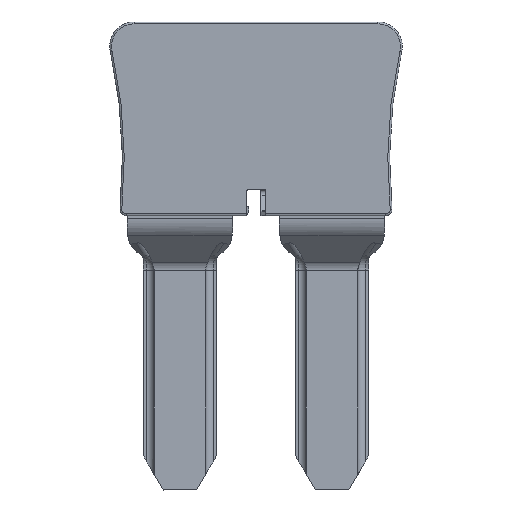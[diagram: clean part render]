
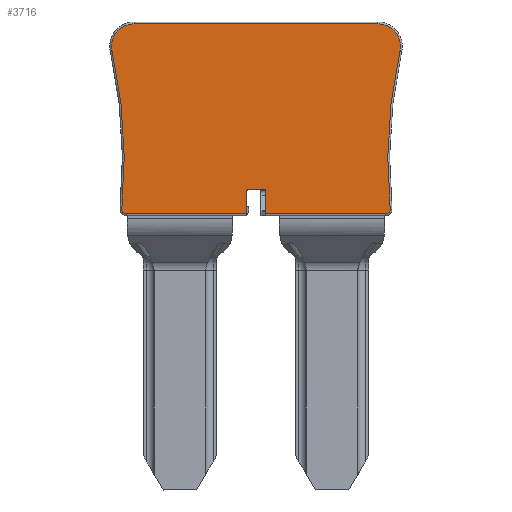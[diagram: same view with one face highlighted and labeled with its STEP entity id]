
A CAD part, front view. The second image highlights one B-rep face of the part: STEP entity #3716.
In plain terms, the highlighted planar face has unit normal (0, -1, 0).
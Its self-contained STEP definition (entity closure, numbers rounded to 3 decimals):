
#3604=AXIS2_PLACEMENT_3D('Circle Axis2P3D',#3602,#3603,$) ;
#3617=AXIS2_PLACEMENT_3D('Plane Axis2P3D',#3614,#3615,#3616) ;
#3642=AXIS2_PLACEMENT_3D('Circle Axis2P3D',#3640,#3641,$) ;
#3649=AXIS2_PLACEMENT_3D('Circle Axis2P3D',#3647,#3648,$) ;
#3656=AXIS2_PLACEMENT_3D('Circle Axis2P3D',#3654,#3655,$) ;
#3670=AXIS2_PLACEMENT_3D('Circle Axis2P3D',#3668,#3669,$) ;
#3677=AXIS2_PLACEMENT_3D('Circle Axis2P3D',#3675,#3676,$) ;
#3684=AXIS2_PLACEMENT_3D('Circle Axis2P3D',#3682,#3683,$) ;
#3585=CARTESIAN_POINT('Vertex',(22.436,0.,49.007)) ;
#3599=CARTESIAN_POINT('Vertex',(22.736,0.,49.307)) ;
#3602=CARTESIAN_POINT('Axis2P3D Location',(22.736,0.,49.007)) ;
#3614=CARTESIAN_POINT('Axis2P3D Location',(24.036,0.,75.907)) ;
#3619=CARTESIAN_POINT('Line Origine',(24.186,0.,49.307)) ;
#3623=CARTESIAN_POINT('Vertex',(25.636,0.,49.307)) ;
#3626=CARTESIAN_POINT('Line Origine',(25.636,0.,47.339)) ;
#3630=CARTESIAN_POINT('Vertex',(25.636,0.,45.371)) ;
#3633=CARTESIAN_POINT('Line Origine',(35.511,0.,45.371)) ;
#3637=CARTESIAN_POINT('Vertex',(45.386,0.,45.371)) ;
#3640=CARTESIAN_POINT('Axis2P3D Location',(45.386,0.,46.071)) ;
#3644=CARTESIAN_POINT('Vertex',(46.083,0.,46.14)) ;
#3647=CARTESIAN_POINT('Axis2P3D Location',(127.166,0.,54.169)) ;
#3651=CARTESIAN_POINT('Vertex',(47.682,0.,72.093)) ;
#3654=CARTESIAN_POINT('Axis2P3D Location',(44.073,0.,72.907)) ;
#3658=CARTESIAN_POINT('Vertex',(44.073,0.,76.607)) ;
#3661=CARTESIAN_POINT('Line Origine',(24.036,0.,76.607)) ;
#3665=CARTESIAN_POINT('Vertex',(4.,0.,76.607)) ;
#3668=CARTESIAN_POINT('Axis2P3D Location',(4.,0.,72.907)) ;
#3672=CARTESIAN_POINT('Vertex',(0.391,0.,72.093)) ;
#3675=CARTESIAN_POINT('Axis2P3D Location',(-79.094,0.,54.169)) ;
#3679=CARTESIAN_POINT('Vertex',(1.99,0.,46.14)) ;
#3682=CARTESIAN_POINT('Axis2P3D Location',(2.686,0.,46.071)) ;
#3686=CARTESIAN_POINT('Vertex',(2.686,0.,45.371)) ;
#3689=CARTESIAN_POINT('Line Origine',(12.561,0.,45.371)) ;
#3693=CARTESIAN_POINT('Vertex',(22.436,0.,45.371)) ;
#3696=CARTESIAN_POINT('Line Origine',(22.436,0.,47.189)) ;
#3603=DIRECTION('Axis2P3D Direction',(0.,1.,0.)) ;
#3615=DIRECTION('Axis2P3D Direction',(0.,1.,0.)) ;
#3616=DIRECTION('Axis2P3D XDirection',(0.,0.,1.)) ;
#3620=DIRECTION('Vector Direction',(-1.,0.,0.)) ;
#3627=DIRECTION('Vector Direction',(0.,0.,1.)) ;
#3634=DIRECTION('Vector Direction',(1.,0.,0.)) ;
#3641=DIRECTION('Axis2P3D Direction',(0.,1.,0.)) ;
#3648=DIRECTION('Axis2P3D Direction',(0.,1.,0.)) ;
#3655=DIRECTION('Axis2P3D Direction',(0.,1.,0.)) ;
#3662=DIRECTION('Vector Direction',(-1.,0.,0.)) ;
#3669=DIRECTION('Axis2P3D Direction',(0.,1.,0.)) ;
#3676=DIRECTION('Axis2P3D Direction',(0.,1.,0.)) ;
#3683=DIRECTION('Axis2P3D Direction',(0.,1.,0.)) ;
#3690=DIRECTION('Vector Direction',(-1.,0.,0.)) ;
#3697=DIRECTION('Vector Direction',(0.,0.,1.)) ;
#3621=VECTOR('Line Direction',#3620,1.) ;
#3628=VECTOR('Line Direction',#3627,1.) ;
#3635=VECTOR('Line Direction',#3634,1.) ;
#3663=VECTOR('Line Direction',#3662,1.) ;
#3691=VECTOR('Line Direction',#3690,1.) ;
#3698=VECTOR('Line Direction',#3697,1.) ;
#3702=ORIENTED_EDGE('',*,*,#3606,.T.) ;
#3703=ORIENTED_EDGE('',*,*,#3625,.F.) ;
#3704=ORIENTED_EDGE('',*,*,#3632,.F.) ;
#3705=ORIENTED_EDGE('',*,*,#3639,.F.) ;
#3706=ORIENTED_EDGE('',*,*,#3646,.F.) ;
#3707=ORIENTED_EDGE('',*,*,#3653,.F.) ;
#3708=ORIENTED_EDGE('',*,*,#3660,.F.) ;
#3709=ORIENTED_EDGE('',*,*,#3667,.F.) ;
#3710=ORIENTED_EDGE('',*,*,#3674,.F.) ;
#3711=ORIENTED_EDGE('',*,*,#3681,.F.) ;
#3712=ORIENTED_EDGE('',*,*,#3688,.F.) ;
#3713=ORIENTED_EDGE('',*,*,#3695,.F.) ;
#3714=ORIENTED_EDGE('',*,*,#3700,.F.) ;
#3716=ADVANCED_FACE('ZQV_95-120N-2_820296_PlasticPart',(#3715),#3618,.F.) ;
#3605=CIRCLE('generated circle',#3604,0.3) ;
#3643=CIRCLE('generated circle',#3642,0.7) ;
#3650=CIRCLE('generated circle',#3649,81.48) ;
#3657=CIRCLE('generated circle',#3656,3.7) ;
#3671=CIRCLE('generated circle',#3670,3.7) ;
#3678=CIRCLE('generated circle',#3677,81.48) ;
#3685=CIRCLE('generated circle',#3684,0.7) ;
#3606=EDGE_CURVE('',#3586,#3600,#3605,.T.) ;
#3625=EDGE_CURVE('',#3624,#3600,#3622,.T.) ;
#3632=EDGE_CURVE('',#3631,#3624,#3629,.T.) ;
#3639=EDGE_CURVE('',#3638,#3631,#3636,.F.) ;
#3646=EDGE_CURVE('',#3645,#3638,#3643,.T.) ;
#3653=EDGE_CURVE('',#3652,#3645,#3650,.F.) ;
#3660=EDGE_CURVE('',#3659,#3652,#3657,.T.) ;
#3667=EDGE_CURVE('',#3666,#3659,#3664,.F.) ;
#3674=EDGE_CURVE('',#3673,#3666,#3671,.T.) ;
#3681=EDGE_CURVE('',#3680,#3673,#3678,.F.) ;
#3688=EDGE_CURVE('',#3687,#3680,#3685,.T.) ;
#3695=EDGE_CURVE('',#3694,#3687,#3692,.T.) ;
#3700=EDGE_CURVE('',#3586,#3694,#3699,.F.) ;
#3701=EDGE_LOOP('',(#3702,#3703,#3704,#3705,#3706,#3707,#3708,#3709,#3710,#3711,#3712,#3713,#3714)) ;
#3715=FACE_OUTER_BOUND('',#3701,.T.) ;
#3622=LINE('Line',#3619,#3621) ;
#3629=LINE('Line',#3626,#3628) ;
#3636=LINE('Line',#3633,#3635) ;
#3664=LINE('Line',#3661,#3663) ;
#3692=LINE('Line',#3689,#3691) ;
#3699=LINE('Line',#3696,#3698) ;
#3618=PLANE('',#3617) ;
#3586=VERTEX_POINT('',#3585) ;
#3600=VERTEX_POINT('',#3599) ;
#3624=VERTEX_POINT('',#3623) ;
#3631=VERTEX_POINT('',#3630) ;
#3638=VERTEX_POINT('',#3637) ;
#3645=VERTEX_POINT('',#3644) ;
#3652=VERTEX_POINT('',#3651) ;
#3659=VERTEX_POINT('',#3658) ;
#3666=VERTEX_POINT('',#3665) ;
#3673=VERTEX_POINT('',#3672) ;
#3680=VERTEX_POINT('',#3679) ;
#3687=VERTEX_POINT('',#3686) ;
#3694=VERTEX_POINT('',#3693) ;
